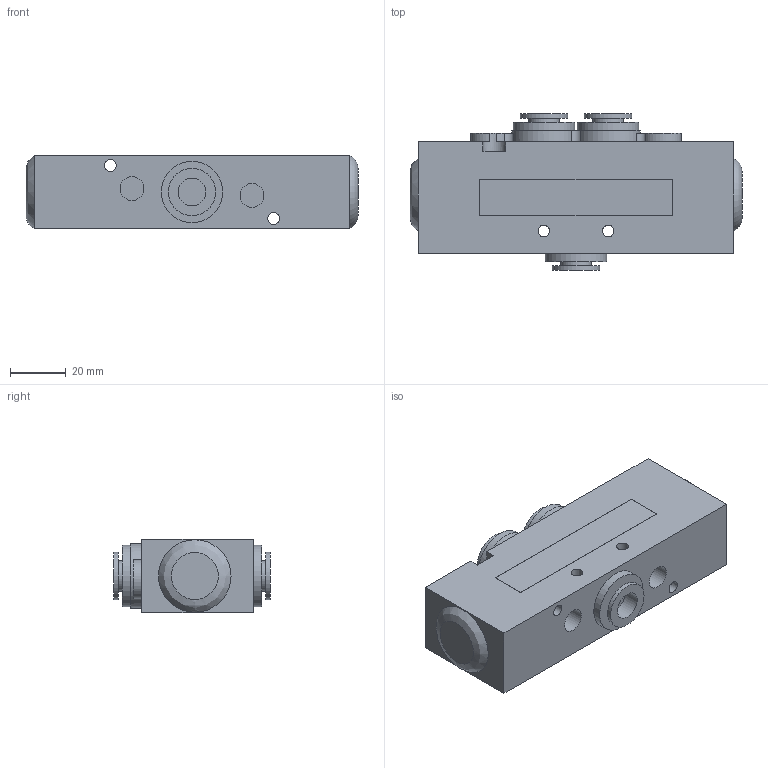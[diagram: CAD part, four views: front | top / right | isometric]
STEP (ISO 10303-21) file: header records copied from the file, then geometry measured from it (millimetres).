
FILE_DESCRIPTION((''),'2;1');
FILE_NAME('2618_52_00_19.stp','2006-01-04T10:39:21',('rivolro1'),(''),'Autodesk Inventor 10','Autodesk Inventor 10','');
FILE_SCHEMA(('AUTOMOTIVE_DESIGN { 1 0 10303 214 1 1 1 1 }'));
Length unit declared in the file: millimetre
Products named in the file (1): 2618_52_00_19
Bounding box: 119 x 56 x 26.5 mm (x, y, z)
Volume: 125877.1 mm3; surface area: 23036.3 mm2
Topology: 1 solids, 1 shells, 80 faces, 183 edges, 125 vertices
Faces by surface type: plane 38, cylinder 26, bspline 15, torus 1
Full cylindrical faces by diameter (mm): 10 x3, 11 x3, 17 x3, 22 x3
Entity records: 2293 total; most frequent: CARTESIAN_POINT 533, DIRECTION 368, ORIENTED_EDGE 308, EDGE_CURVE 154, AXIS2_PLACEMENT_3D 148, EDGE_LOOP 130, VERTEX_POINT 118, CIRCLE 82
